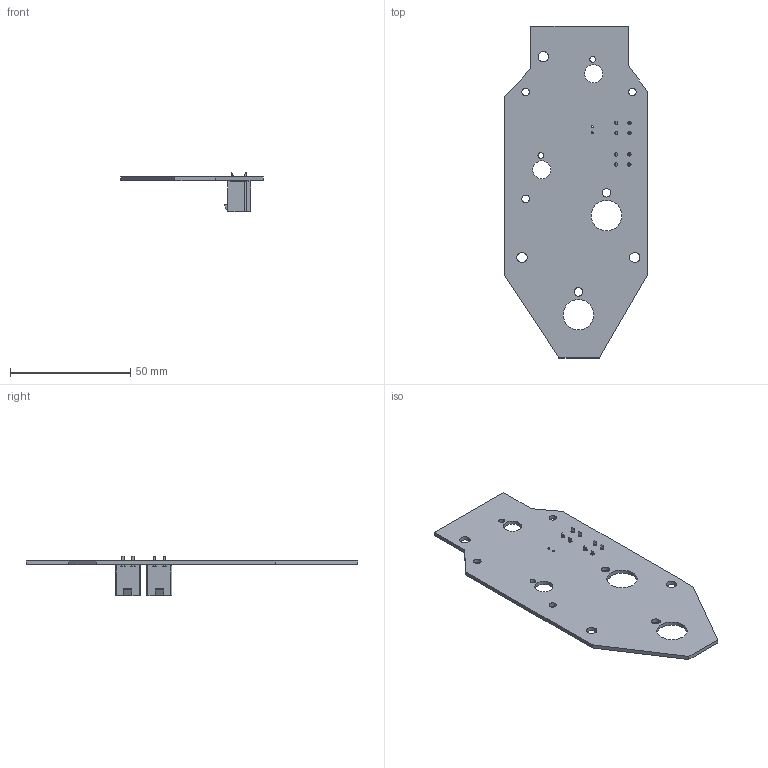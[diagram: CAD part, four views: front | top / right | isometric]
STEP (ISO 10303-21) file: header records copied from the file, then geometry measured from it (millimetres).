
FILE_DESCRIPTION(('KiCad electronic assembly'),'2;1');
FILE_NAME('EXT LT PANEL.step','2023-01-09T12:54:02',('Pcbnew'),('Kicad') ,'Open CASCADE STEP processor 7.6','KiCad to STEP converter','Unknown' );
FILE_SCHEMA(('AUTOMOTIVE_DESIGN { 1 0 10303 214 1 1 1 1 }'));
Length unit declared in the file: millimetre
Products named in the file (4): EXT LT PANEL 1; Molex_Mini-Fit_Jr_5566-04A_2x02_P4.20mm_Vertical; SOLID; EXT LT PANEL PCB
Assembly tree (4 placements, depth 3):
  EXT LT PANEL 1
    Molex_Mini-Fit_Jr_5566-04A_2x02_P4.20mm_Vertical  x2
      SOLID
    EXT LT PANEL PCB
Bounding box: 59.44 x 138.28 x 16.3 mm (x, y, z)
Volume: 12042.5 mm3; surface area: 16976.5 mm2
Topology: 3 solids, 3 shells, 295 faces, 791 edges, 526 vertices
Faces by surface type: plane 269, cylinder 26
Full cylindrical faces by diameter (mm): 0.9 x2, 1.4 x8, 2.38 x2, 3.1 x3, 3.572 x2, 4.3 x3, 7.54 x2, 12.7 x2
Entity records: 11302 total; most frequent: CARTESIAN_POINT 2107, DIRECTION 1687, LINE 1244, VECTOR 1244, ORIENTED_EDGE 896, PCURVE 896, DEFINITIONAL_REPRESENTATION 896, EDGE_CURVE 448
